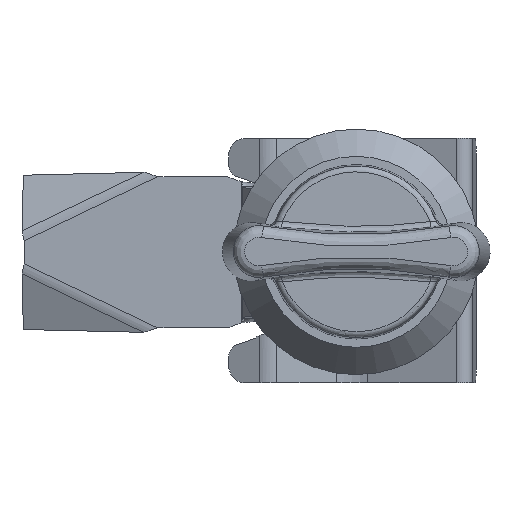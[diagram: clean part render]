
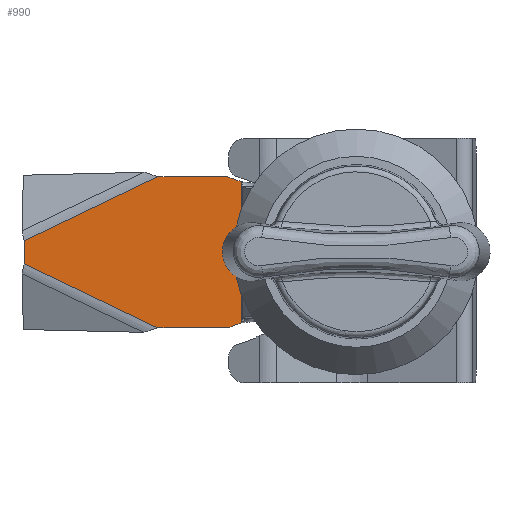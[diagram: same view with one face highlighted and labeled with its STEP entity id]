
A CAD part, top view. The second image highlights one B-rep face of the part: STEP entity #990.
In plain terms, the highlighted planar face has unit normal (0, 0, 1).
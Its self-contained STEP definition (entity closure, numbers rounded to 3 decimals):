
#124 = EDGE_LOOP ( 'NONE', ( #6683, #7866, #297, #2234, #6858, #2943, #4413, #1124 ) ) ;
#297 = ORIENTED_EDGE ( 'NONE', *, *, #8038, .F. ) ;
#340 = EDGE_CURVE ( 'NONE', #7977, #1072, #8265, .T. ) ;
#658 = CARTESIAN_POINT ( 'NONE',  ( -108.346, -2.314, 23.244 ) ) ;
#755 = FACE_OUTER_BOUND ( 'NONE', #124, .T. ) ;
#824 = CARTESIAN_POINT ( 'NONE',  ( -96.842, 10.686, 23.244 ) ) ;
#836 = DIRECTION ( 'NONE',  ( 0., -1., 0. ) ) ;
#892 = VECTOR ( 'NONE', #7676, 1000. ) ;
#990 = ADVANCED_FACE ( 'NONE', ( #755 ), #3361, .T. ) ;
#1072 = VERTEX_POINT ( 'NONE', #6177 ) ;
#1124 = ORIENTED_EDGE ( 'NONE', *, *, #4726, .F. ) ;
#1429 = DIRECTION ( 'NONE',  ( 0., 0., 1. ) ) ;
#1503 = DIRECTION ( 'NONE',  ( 0.902, 0.431, 0. ) ) ;
#1529 = CARTESIAN_POINT ( 'NONE',  ( -89.667, 10.255, 23.244 ) ) ;
#1551 = CARTESIAN_POINT ( 'NONE',  ( -79.521, 18.97, 23.244 ) ) ;
#1587 = DIRECTION ( 'NONE',  ( 0., 0., 1. ) ) ;
#1755 = DIRECTION ( 'NONE',  ( 0., 1., 0. ) ) ;
#1877 = EDGE_CURVE ( 'NONE', #5441, #2974, #4871, .T. ) ;
#1946 = DIRECTION ( 'NONE',  ( 1., 0., 0. ) ) ;
#2195 = AXIS2_PLACEMENT_3D ( 'NONE', #7289, #1587, #6574 ) ;
#2234 = ORIENTED_EDGE ( 'NONE', *, *, #4544, .F. ) ;
#2523 = EDGE_CURVE ( 'NONE', #7977, #5933, #8200, .T. ) ;
#2689 = CARTESIAN_POINT ( 'NONE',  ( -108.346, 10.686, 23.244 ) ) ;
#2943 = ORIENTED_EDGE ( 'NONE', *, *, #1877, .F. ) ;
#2974 = VERTEX_POINT ( 'NONE', #1529 ) ;
#3080 = CARTESIAN_POINT ( 'NONE',  ( -90.846, -2.314, 23.244 ) ) ;
#3166 = VECTOR ( 'NONE', #836, 1000. ) ;
#3361 = PLANE ( 'NONE',  #4054 ) ;
#4033 = DIRECTION ( 'NONE',  ( 1., 0., 0. ) ) ;
#4054 = AXIS2_PLACEMENT_3D ( 'NONE', #7349, #5922, #4033 ) ;
#4195 = VERTEX_POINT ( 'NONE', #3080 ) ;
#4270 = CARTESIAN_POINT ( 'NONE',  ( -108.346, 10.686, 23.244 ) ) ;
#4413 = ORIENTED_EDGE ( 'NONE', *, *, #5263, .F. ) ;
#4497 = AXIS2_PLACEMENT_3D ( 'NONE', #4617, #1429, #7271 ) ;
#4510 = VECTOR ( 'NONE', #1946, 1000. ) ;
#4544 = EDGE_CURVE ( 'NONE', #5801, #4195, #7363, .T. ) ;
#4617 = CARTESIAN_POINT ( 'NONE',  ( -85.91, -14., 23.244 ) ) ;
#4726 = EDGE_CURVE ( 'NONE', #5933, #5616, #7388, .T. ) ;
#4871 = CIRCLE ( 'NONE', #2195, 12.686 ) ;
#4911 = VECTOR ( 'NONE', #1503, 1000. ) ;
#5151 = CARTESIAN_POINT ( 'NONE',  ( -108.346, 5.184, 23.244 ) ) ;
#5263 = EDGE_CURVE ( 'NONE', #5616, #5441, #7732, .T. ) ;
#5360 = CARTESIAN_POINT ( 'NONE',  ( -90.846, 10.686, 23.244 ) ) ;
#5430 = EDGE_CURVE ( 'NONE', #2974, #5801, #7997, .T. ) ;
#5441 = VERTEX_POINT ( 'NONE', #5360 ) ;
#5616 = VERTEX_POINT ( 'NONE', #824 ) ;
#5715 = DIRECTION ( 'NONE',  ( 0.902, -0.431, 0. ) ) ;
#5801 = VERTEX_POINT ( 'NONE', #7029 ) ;
#5922 = DIRECTION ( 'NONE',  ( 0., 0., 1. ) ) ;
#5933 = VERTEX_POINT ( 'NONE', #5151 ) ;
#6177 = CARTESIAN_POINT ( 'NONE',  ( -96.842, -2.314, 23.244 ) ) ;
#6493 = LINE ( 'NONE', #658, #892 ) ;
#6574 = DIRECTION ( 'NONE',  ( 1., 0., 0. ) ) ;
#6599 = CARTESIAN_POINT ( 'NONE',  ( -89.667, 22.372, 23.244 ) ) ;
#6683 = ORIENTED_EDGE ( 'NONE', *, *, #2523, .F. ) ;
#6858 = ORIENTED_EDGE ( 'NONE', *, *, #5430, .F. ) ;
#7029 = CARTESIAN_POINT ( 'NONE',  ( -89.667, -1.883, 23.244 ) ) ;
#7271 = DIRECTION ( 'NONE',  ( -1., 0., 0. ) ) ;
#7289 = CARTESIAN_POINT ( 'NONE',  ( -85.91, 22.372, 23.244 ) ) ;
#7349 = CARTESIAN_POINT ( 'NONE',  ( -81.148, 22.372, 23.244 ) ) ;
#7363 = CIRCLE ( 'NONE', #4497, 12.686 ) ;
#7383 = CARTESIAN_POINT ( 'NONE',  ( -93.678, -3.828, 23.244 ) ) ;
#7388 = LINE ( 'NONE', #1551, #4911 ) ;
#7631 = CARTESIAN_POINT ( 'NONE',  ( -108.346, 3.188, 23.244 ) ) ;
#7676 = DIRECTION ( 'NONE',  ( -1., 0., 0. ) ) ;
#7732 = LINE ( 'NONE', #2689, #4510 ) ;
#7866 = ORIENTED_EDGE ( 'NONE', *, *, #340, .T. ) ;
#7977 = VERTEX_POINT ( 'NONE', #7631 ) ;
#7995 = VECTOR ( 'NONE', #5715, 1000. ) ;
#7997 = LINE ( 'NONE', #6599, #3166 ) ;
#8038 = EDGE_CURVE ( 'NONE', #4195, #1072, #6493, .T. ) ;
#8200 = LINE ( 'NONE', #4270, #8297 ) ;
#8265 = LINE ( 'NONE', #7383, #7995 ) ;
#8297 = VECTOR ( 'NONE', #1755, 1000. ) ;
